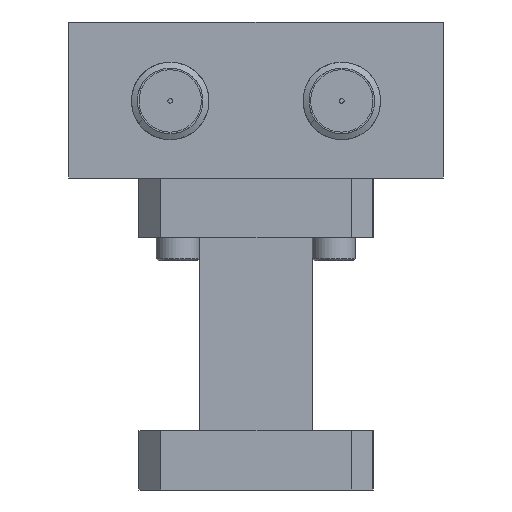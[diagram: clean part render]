
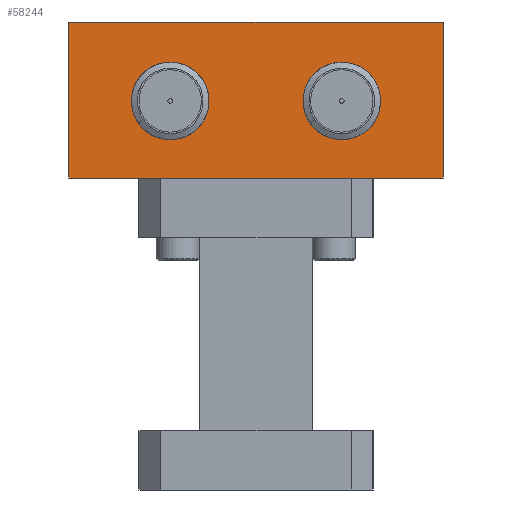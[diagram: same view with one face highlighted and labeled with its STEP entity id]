
A CAD part, front view. The second image highlights one B-rep face of the part: STEP entity #58244.
In plain terms, the highlighted planar face has unit normal (0, -1, 0).
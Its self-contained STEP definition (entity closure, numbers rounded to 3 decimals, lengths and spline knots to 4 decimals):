
#513 = EDGE_CURVE ( 'NONE', #11281, #22922, #25261, .T. ) ;
#579 = DIRECTION ( 'NONE',  ( 1., 0., 0. ) ) ;
#1821 = CIRCLE ( 'NONE', #46769, 0.1105 ) ;
#2678 = DIRECTION ( 'NONE',  ( 0., -1., 0. ) ) ;
#3309 = EDGE_CURVE ( 'NONE', #22445, #33613, #55641, .T. ) ;
#4011 = CARTESIAN_POINT ( 'NONE',  ( -1.3363, -0.4191, 0.3018 ) ) ;
#4251 = CARTESIAN_POINT ( 'NONE',  ( -0.1363, -0.4191, 0.3018 ) ) ;
#4409 = EDGE_CURVE ( 'NONE', #7530, #4772, #9898, .T. ) ;
#4772 = VERTEX_POINT ( 'NONE', #23172 ) ;
#5572 = DIRECTION ( 'NONE',  ( -1., 0., 0. ) ) ;
#6107 = CARTESIAN_POINT ( 'NONE',  ( -0.4613, -0.4191, -0.0617 ) ) ;
#6497 = FACE_BOUND ( 'NONE', #52006, .T. ) ;
#7211 = ORIENTED_EDGE ( 'NONE', *, *, #513, .F. ) ;
#7530 = VERTEX_POINT ( 'NONE', #59988 ) ;
#7963 = FACE_BOUND ( 'NONE', #14348, .T. ) ;
#9176 = DIRECTION ( 'NONE',  ( 0., 0., -1. ) ) ;
#9898 = LINE ( 'NONE', #29356, #20365 ) ;
#10332 = DIRECTION ( 'NONE',  ( 0., -1., 0. ) ) ;
#10499 = CARTESIAN_POINT ( 'NONE',  ( -1.0113, -0.4191, 0.0488 ) ) ;
#11281 = VERTEX_POINT ( 'NONE', #55373 ) ;
#14348 = EDGE_LOOP ( 'NONE', ( #21796, #16679 ) ) ;
#14730 = DIRECTION ( 'NONE',  ( 0., -1., 0. ) ) ;
#15319 = DIRECTION ( 'NONE',  ( 0., 0., -1. ) ) ;
#16659 = CARTESIAN_POINT ( 'NONE',  ( -0.4613, -0.4191, 0.0488 ) ) ;
#16679 = ORIENTED_EDGE ( 'NONE', *, *, #3309, .F. ) ;
#17491 = CIRCLE ( 'NONE', #57019, 0.1105 ) ;
#18402 = CARTESIAN_POINT ( 'NONE',  ( -0.4613, -0.4191, 0.1593 ) ) ;
#19353 = CARTESIAN_POINT ( 'NONE',  ( -0.7363, -0.4191, 0.3018 ) ) ;
#20365 = VECTOR ( 'NONE', #5572, 39.3701 ) ;
#21709 = CIRCLE ( 'NONE', #35906, 0.1105 ) ;
#21796 = ORIENTED_EDGE ( 'NONE', *, *, #61732, .F. ) ;
#22232 = EDGE_CURVE ( 'NONE', #7530, #11281, #29785, .T. ) ;
#22445 = VERTEX_POINT ( 'NONE', #18402 ) ;
#22922 = VERTEX_POINT ( 'NONE', #61200 ) ;
#23172 = CARTESIAN_POINT ( 'NONE',  ( -1.3363, -0.4191, 0.3018 ) ) ;
#24127 = CARTESIAN_POINT ( 'NONE',  ( -0.4613, -0.4191, 0.0488 ) ) ;
#25261 = LINE ( 'NONE', #61441, #32662 ) ;
#29284 = DIRECTION ( 'NONE',  ( 0., -1., 0. ) ) ;
#29356 = CARTESIAN_POINT ( 'NONE',  ( -0.7363, -0.4191, 0.3018 ) ) ;
#29785 = LINE ( 'NONE', #4251, #44062 ) ;
#30371 = CARTESIAN_POINT ( 'NONE',  ( -1.0113, -0.4191, 0.1593 ) ) ;
#30372 = FACE_OUTER_BOUND ( 'NONE', #34865, .T. ) ;
#32300 = DIRECTION ( 'NONE',  ( -1., 0., 0. ) ) ;
#32662 = VECTOR ( 'NONE', #32300, 39.3701 ) ;
#32882 = VERTEX_POINT ( 'NONE', #50685 ) ;
#33613 = VERTEX_POINT ( 'NONE', #6107 ) ;
#34376 = PLANE ( 'NONE',  #50625 ) ;
#34657 = ORIENTED_EDGE ( 'NONE', *, *, #22232, .F. ) ;
#34865 = EDGE_LOOP ( 'NONE', ( #35438, #7211, #34657, #50920 ) ) ;
#35091 = VERTEX_POINT ( 'NONE', #30371 ) ;
#35438 = ORIENTED_EDGE ( 'NONE', *, *, #53734, .T. ) ;
#35906 = AXIS2_PLACEMENT_3D ( 'NONE', #10499, #29284, #15319 ) ;
#37614 = DIRECTION ( 'NONE',  ( 0., -1., 0. ) ) ;
#38939 = AXIS2_PLACEMENT_3D ( 'NONE', #24127, #14730, #50546 ) ;
#42028 = CARTESIAN_POINT ( 'NONE',  ( -1.0113, -0.4191, 0.0488 ) ) ;
#44062 = VECTOR ( 'NONE', #61131, 39.3701 ) ;
#45216 = EDGE_CURVE ( 'NONE', #32882, #35091, #21709, .T. ) ;
#46769 = AXIS2_PLACEMENT_3D ( 'NONE', #16659, #2678, #54734 ) ;
#49906 = ORIENTED_EDGE ( 'NONE', *, *, #45216, .F. ) ;
#50546 = DIRECTION ( 'NONE',  ( 0., 0., -1. ) ) ;
#50609 = EDGE_CURVE ( 'NONE', #35091, #32882, #17491, .T. ) ;
#50625 = AXIS2_PLACEMENT_3D ( 'NONE', #19353, #10332, #579 ) ;
#50685 = CARTESIAN_POINT ( 'NONE',  ( -1.0113, -0.4191, -0.0617 ) ) ;
#50920 = ORIENTED_EDGE ( 'NONE', *, *, #4409, .T. ) ;
#51889 = DIRECTION ( 'NONE',  ( 0., 0., -1. ) ) ;
#52006 = EDGE_LOOP ( 'NONE', ( #49906, #57477 ) ) ;
#53156 = VECTOR ( 'NONE', #51889, 39.3701 ) ;
#53734 = EDGE_CURVE ( 'NONE', #4772, #22922, #54675, .T. ) ;
#54675 = LINE ( 'NONE', #4011, #53156 ) ;
#54734 = DIRECTION ( 'NONE',  ( 0., 0., -1. ) ) ;
#55373 = CARTESIAN_POINT ( 'NONE',  ( -0.1363, -0.4191, -0.1982 ) ) ;
#55641 = CIRCLE ( 'NONE', #38939, 0.1105 ) ;
#57019 = AXIS2_PLACEMENT_3D ( 'NONE', #42028, #37614, #9176 ) ;
#57477 = ORIENTED_EDGE ( 'NONE', *, *, #50609, .F. ) ;
#58244 = ADVANCED_FACE ( 'NONE', ( #6497, #7963, #30372 ), #34376, .T. ) ;
#59988 = CARTESIAN_POINT ( 'NONE',  ( -0.1363, -0.4191, 0.3018 ) ) ;
#61131 = DIRECTION ( 'NONE',  ( 0., 0., -1. ) ) ;
#61200 = CARTESIAN_POINT ( 'NONE',  ( -1.3363, -0.4191, -0.1982 ) ) ;
#61441 = CARTESIAN_POINT ( 'NONE',  ( -0.1363, -0.4191, -0.1982 ) ) ;
#61732 = EDGE_CURVE ( 'NONE', #33613, #22445, #1821, .T. ) ;
